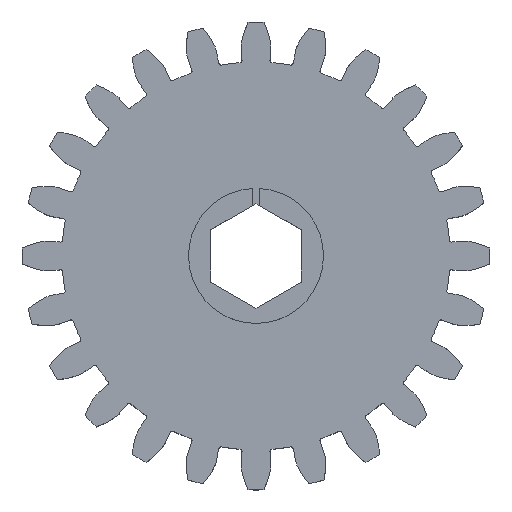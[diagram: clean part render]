
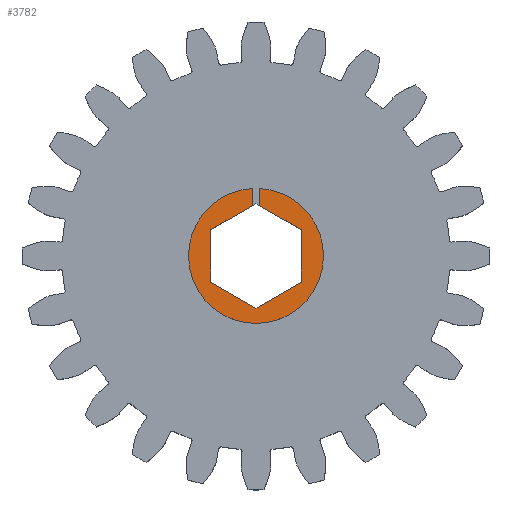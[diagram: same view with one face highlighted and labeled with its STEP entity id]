
A CAD part, top view. The second image highlights one B-rep face of the part: STEP entity #3782.
In plain terms, the highlighted planar face has unit normal (0, 0, 1).
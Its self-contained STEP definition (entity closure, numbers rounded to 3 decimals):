
#166=CIRCLE('',#4001,9.525);
#459=FACE_OUTER_BOUND('',#663,.T.);
#663=EDGE_LOOP('',(#2520,#2521,#2522,#2523,#2524,#2525,#2526,#2527,#2528));
#868=LINE('',#5380,#1184);
#872=LINE('',#5392,#1188);
#874=LINE('',#5396,#1190);
#875=LINE('',#5398,#1191);
#876=LINE('',#5400,#1192);
#877=LINE('',#5402,#1193);
#878=LINE('',#5404,#1194);
#879=LINE('',#5405,#1195);
#1184=VECTOR('',#4357,10.);
#1188=VECTOR('',#4369,10.);
#1190=VECTOR('',#4373,10.);
#1191=VECTOR('',#4374,10.);
#1192=VECTOR('',#4375,10.);
#1193=VECTOR('',#4376,10.);
#1194=VECTOR('',#4377,10.);
#1195=VECTOR('',#4378,10.);
#1500=VERTEX_POINT('',#5377);
#1501=VERTEX_POINT('',#5379);
#1503=VERTEX_POINT('',#5385);
#1505=VERTEX_POINT('',#5391);
#1506=VERTEX_POINT('',#5395);
#1507=VERTEX_POINT('',#5397);
#1508=VERTEX_POINT('',#5399);
#1509=VERTEX_POINT('',#5401);
#1510=VERTEX_POINT('',#5403);
#1904=EDGE_CURVE('',#1501,#1500,#868,.T.);
#1907=EDGE_CURVE('',#1503,#1501,#166,.T.);
#1910=EDGE_CURVE('',#1505,#1503,#872,.T.);
#1912=EDGE_CURVE('',#1500,#1506,#874,.T.);
#1913=EDGE_CURVE('',#1506,#1507,#875,.T.);
#1914=EDGE_CURVE('',#1507,#1508,#876,.T.);
#1915=EDGE_CURVE('',#1508,#1509,#877,.T.);
#1916=EDGE_CURVE('',#1509,#1510,#878,.T.);
#1917=EDGE_CURVE('',#1510,#1505,#879,.T.);
#2520=ORIENTED_EDGE('',*,*,#1912,.T.);
#2521=ORIENTED_EDGE('',*,*,#1913,.T.);
#2522=ORIENTED_EDGE('',*,*,#1914,.T.);
#2523=ORIENTED_EDGE('',*,*,#1915,.T.);
#2524=ORIENTED_EDGE('',*,*,#1916,.T.);
#2525=ORIENTED_EDGE('',*,*,#1917,.T.);
#2526=ORIENTED_EDGE('',*,*,#1910,.T.);
#2527=ORIENTED_EDGE('',*,*,#1907,.T.);
#2528=ORIENTED_EDGE('',*,*,#1904,.T.);
#3722=PLANE('',#4003);
#3782=ADVANCED_FACE('',(#459),#3722,.T.);
#4001=AXIS2_PLACEMENT_3D('',#5386,#4363,#4364);
#4003=AXIS2_PLACEMENT_3D('',#5394,#4371,#4372);
#4357=DIRECTION('',(0.,-1.,0.));
#4363=DIRECTION('center_axis',(0.,0.,1.));
#4364=DIRECTION('ref_axis',(-0.053,0.999,0.));
#4369=DIRECTION('',(0.,1.,0.));
#4371=DIRECTION('center_axis',(0.,0.,1.));
#4372=DIRECTION('ref_axis',(-1.,0.,0.));
#4373=DIRECTION('',(0.866,-0.5,0.));
#4374=DIRECTION('',(0.,-1.,0.));
#4375=DIRECTION('',(-0.866,-0.5,0.));
#4376=DIRECTION('',(-0.866,0.5,0.));
#4377=DIRECTION('',(0.,1.,0.));
#4378=DIRECTION('',(0.866,0.5,0.));
#5377=CARTESIAN_POINT('',(0.508,7.085,11.079));
#5379=CARTESIAN_POINT('',(0.508,9.511,11.079));
#5380=CARTESIAN_POINT('',(0.508,7.085,11.079));
#5385=CARTESIAN_POINT('',(-0.508,9.511,11.079));
#5386=CARTESIAN_POINT('Origin',(0.,0.,11.079));
#5391=CARTESIAN_POINT('',(-0.508,7.085,11.079));
#5392=CARTESIAN_POINT('',(-0.508,7.085,11.079));
#5394=CARTESIAN_POINT('Origin',(0.,-0.007,11.079));
#5395=CARTESIAN_POINT('',(6.39,3.689,11.079));
#5396=CARTESIAN_POINT('',(0.,7.379,11.079));
#5397=CARTESIAN_POINT('',(6.39,-3.689,11.079));
#5398=CARTESIAN_POINT('',(6.39,3.689,11.079));
#5399=CARTESIAN_POINT('',(0.,-7.379,11.079));
#5400=CARTESIAN_POINT('',(6.39,-3.689,11.079));
#5401=CARTESIAN_POINT('',(-6.39,-3.689,11.079));
#5402=CARTESIAN_POINT('',(0.,-7.379,11.079));
#5403=CARTESIAN_POINT('',(-6.39,3.689,11.079));
#5404=CARTESIAN_POINT('',(-6.39,-3.689,11.079));
#5405=CARTESIAN_POINT('',(-6.39,3.689,11.079));
